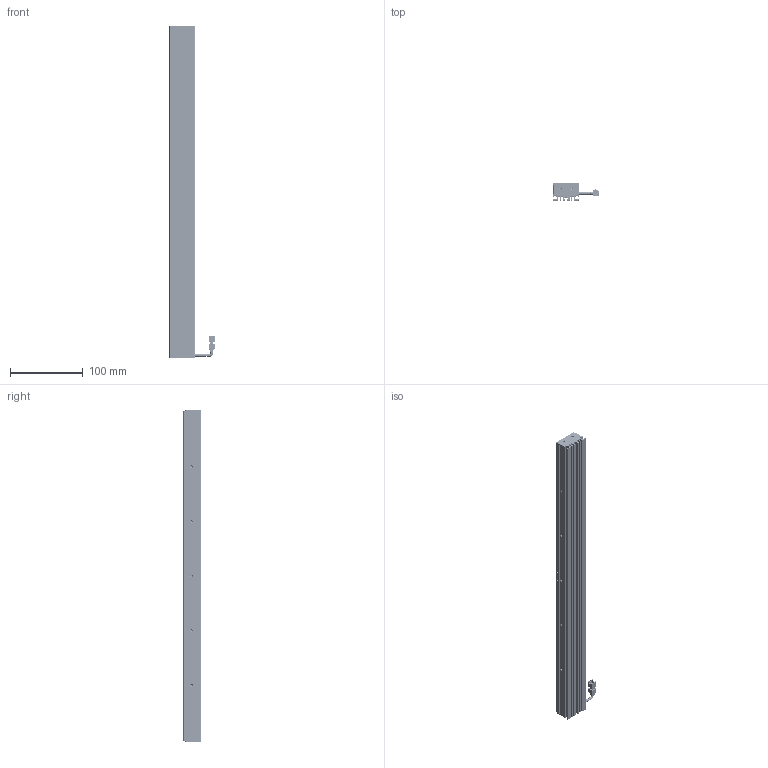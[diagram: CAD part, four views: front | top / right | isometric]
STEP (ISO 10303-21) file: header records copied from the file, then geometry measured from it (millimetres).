
FILE_DESCRIPTION (( 'STEP AP214' ), '1' );
FILE_NAME ('660117-W.STEP', '2019-03-21T03:33:28', ( '' ), ( '' ), 'SwSTEP 2.0', 'SolidWorks 2016', '' );
FILE_SCHEMA (( 'AUTOMOTIVE_DESIGN' ));
Length unit declared in the file: millimetre
Products named in the file (1): 660117-W
Bounding box: 62 x 24 x 456 mm (x, y, z)
Volume: 198846.9 mm3; surface area: 229217.8 mm2
Topology: 8 solids, 8 shells, 3753 faces, 9969 edges, 6247 vertices
Faces by surface type: cylinder 2279, plane 813, bspline 607, cone 54
Entity records: 159281 total; most frequent: CARTESIAN_POINT 28080, DIRECTION 20702, ORIENTED_EDGE 17702, EDGE_CURVE 8851, AXIS2_PLACEMENT_3D 8823, VERTEX_POINT 6247, CIRCLE 5676, EDGE_LOOP 4910
